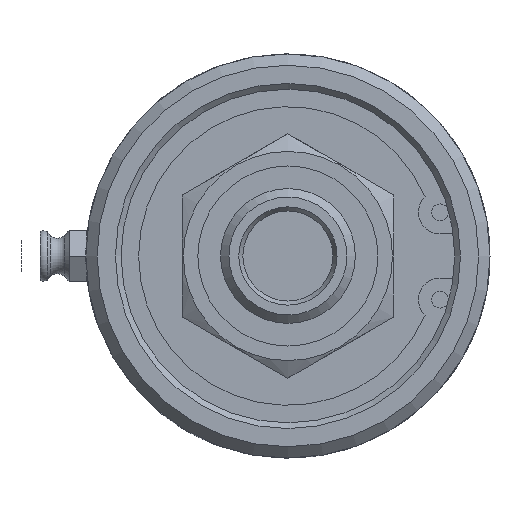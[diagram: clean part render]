
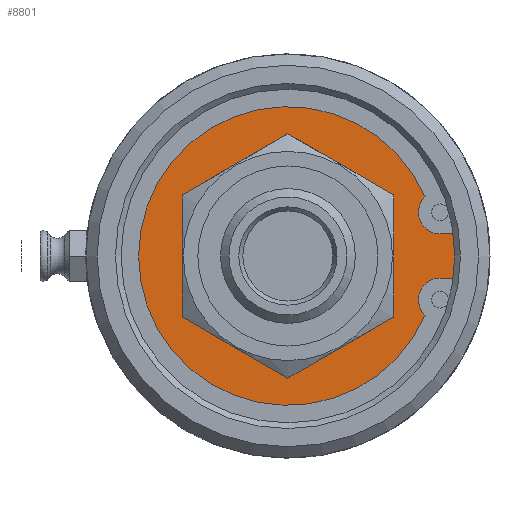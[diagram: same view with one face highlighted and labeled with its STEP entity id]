
A CAD part, left-side view. The second image highlights one B-rep face of the part: STEP entity #8801.
In plain terms, the highlighted planar face has unit normal (-1, 0, 0).
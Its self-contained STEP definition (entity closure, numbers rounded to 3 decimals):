
#132=FACE_BOUND('',#2891,.T.);
#544=CIRCLE('',#9280,3.048);
#545=CIRCLE('',#9282,3.048);
#546=CIRCLE('',#9284,21.057);
#580=CIRCLE('',#9343,13.9);
#581=CIRCLE('',#9344,13.9);
#588=CIRCLE('',#9355,25.375);
#1031=LINE('',#59530,#1477);
#1036=LINE('',#59548,#1482);
#1477=VECTOR('',#10630,10.);
#1482=VECTOR('',#10645,10.);
#1669=PLANE('',#9354);
#2342=FACE_OUTER_BOUND('',#2890,.T.);
#2890=EDGE_LOOP('',(#7988,#7989,#7990,#7991,#7992,#7993));
#2891=EDGE_LOOP('',(#7994,#7995));
#4232=VERTEX_POINT('',#59527);
#4233=VERTEX_POINT('',#59529);
#4237=VERTEX_POINT('',#59545);
#4238=VERTEX_POINT('',#59547);
#4239=VERTEX_POINT('',#59551);
#4240=VERTEX_POINT('',#59555);
#4286=VERTEX_POINT('',#59722);
#4287=VERTEX_POINT('',#59723);
#5455=EDGE_CURVE('',#4233,#4232,#1031,.T.);
#5463=EDGE_CURVE('',#4238,#4237,#1036,.T.);
#5465=EDGE_CURVE('',#4239,#4233,#544,.T.);
#5467=EDGE_CURVE('',#4237,#4240,#545,.T.);
#5469=EDGE_CURVE('',#4240,#4239,#546,.T.);
#5534=EDGE_CURVE('',#4286,#4287,#580,.T.);
#5535=EDGE_CURVE('',#4287,#4286,#581,.T.);
#5546=EDGE_CURVE('',#4232,#4238,#588,.T.);
#7988=ORIENTED_EDGE('',*,*,#5455,.T.);
#7989=ORIENTED_EDGE('',*,*,#5546,.T.);
#7990=ORIENTED_EDGE('',*,*,#5463,.T.);
#7991=ORIENTED_EDGE('',*,*,#5467,.T.);
#7992=ORIENTED_EDGE('',*,*,#5469,.T.);
#7993=ORIENTED_EDGE('',*,*,#5465,.T.);
#7994=ORIENTED_EDGE('',*,*,#5534,.T.);
#7995=ORIENTED_EDGE('',*,*,#5535,.T.);
#8801=ADVANCED_FACE('',(#2342,#132),#1669,.F.);
#9280=AXIS2_PLACEMENT_3D('',#59552,#10649,#10650);
#9282=AXIS2_PLACEMENT_3D('',#59556,#10654,#10655);
#9284=AXIS2_PLACEMENT_3D('',#59559,#10659,#10660);
#9343=AXIS2_PLACEMENT_3D('',#59724,#10794,#10795);
#9344=AXIS2_PLACEMENT_3D('',#59725,#10796,#10797);
#9354=AXIS2_PLACEMENT_3D('',#59745,#10820,#10821);
#9355=AXIS2_PLACEMENT_3D('',#59746,#10822,#10823);
#10630=DIRECTION('',(0.,-1.,0.));
#10645=DIRECTION('',(0.,1.,0.));
#10649=DIRECTION('center_axis',(1.,0.,0.));
#10650=DIRECTION('ref_axis',(0.,0.,1.));
#10654=DIRECTION('center_axis',(1.,0.,0.));
#10655=DIRECTION('ref_axis',(0.,-0.961,0.276));
#10659=DIRECTION('center_axis',(-1.,0.,0.));
#10660=DIRECTION('ref_axis',(0.,0.,-1.));
#10794=DIRECTION('center_axis',(1.,0.,0.));
#10795=DIRECTION('ref_axis',(0.,1.,0.));
#10796=DIRECTION('center_axis',(1.,0.,0.));
#10797=DIRECTION('ref_axis',(0.,1.,0.));
#10820=DIRECTION('center_axis',(1.,0.,0.));
#10821=DIRECTION('ref_axis',(0.,0.,-1.));
#10822=DIRECTION('center_axis',(-1.,0.,0.));
#10823=DIRECTION('ref_axis',(0.,1.,0.));
#59527=CARTESIAN_POINT('',(3.978,-25.184,-3.112));
#59529=CARTESIAN_POINT('',(3.978,-21.461,-3.112));
#59530=CARTESIAN_POINT('',(3.978,-6.248,-3.112));
#59545=CARTESIAN_POINT('',(3.978,-21.461,3.112));
#59547=CARTESIAN_POINT('',(3.978,-25.184,3.112));
#59548=CARTESIAN_POINT('',(3.978,-4.387,3.112));
#59551=CARTESIAN_POINT('',(3.978,-19.334,-8.343));
#59552=CARTESIAN_POINT('Origin',(3.978,-21.461,-6.16));
#59555=CARTESIAN_POINT('',(3.978,-19.334,8.343));
#59556=CARTESIAN_POINT('Origin',(3.978,-21.461,6.16));
#59559=CARTESIAN_POINT('Origin',(3.978,0.,0.));
#59722=CARTESIAN_POINT('',(3.978,13.9,0.));
#59723=CARTESIAN_POINT('',(3.978,-13.9,0.));
#59724=CARTESIAN_POINT('Origin',(3.978,0.,0.));
#59725=CARTESIAN_POINT('Origin',(3.978,0.,0.));
#59745=CARTESIAN_POINT('Origin',(3.978,12.688,0.));
#59746=CARTESIAN_POINT('Origin',(3.978,0.,0.));
